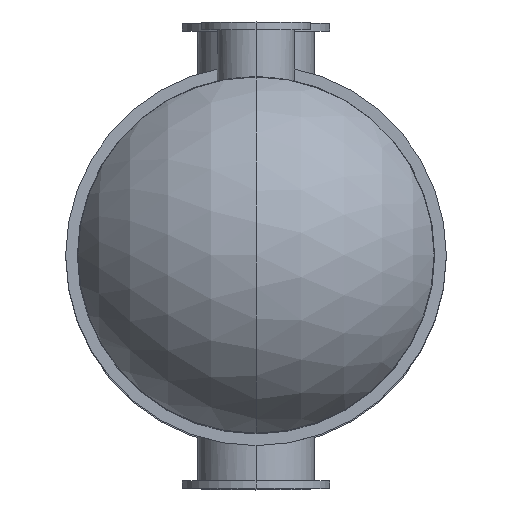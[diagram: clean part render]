
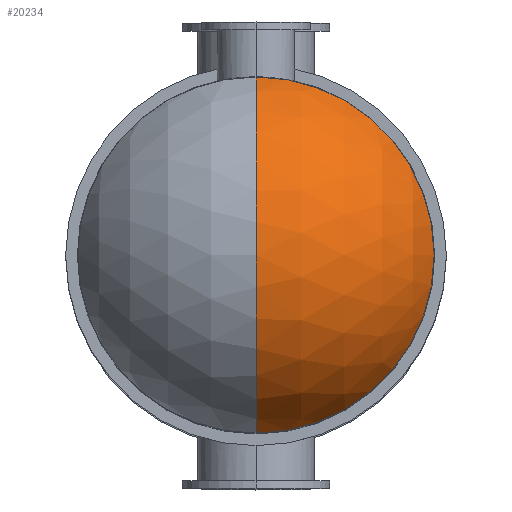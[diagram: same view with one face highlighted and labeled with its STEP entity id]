
A CAD part, top view. The second image highlights one B-rep face of the part: STEP entity #20234.
In plain terms, the highlighted spherical face has radius 246.333 mm.
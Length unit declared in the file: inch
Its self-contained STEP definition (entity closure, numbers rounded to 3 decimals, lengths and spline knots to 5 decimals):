
#153 = FACE_OUTER_BOUND ( 'NONE', #23925, .T. ) ;
#1121 = AXIS2_PLACEMENT_3D ( 'NONE', #6066, #13521, #23392 ) ;
#1311 = DIRECTION ( 'NONE',  ( -1., 0., 0. ) ) ;
#6066 = CARTESIAN_POINT ( 'NONE',  ( 0., 0., 6.04933 ) ) ;
#6296 = CIRCLE ( 'NONE', #1121, 9.02791 ) ;
#6525 = ORIENTED_EDGE ( 'NONE', *, *, #31893, .F. ) ;
#6782 = CARTESIAN_POINT ( 'NONE',  ( 0., 0., 2.50656 ) ) ;
#8146 = CIRCLE ( 'NONE', #23689, 9.69816 ) ;
#9154 = ORIENTED_EDGE ( 'NONE', *, *, #22263, .T. ) ;
#11215 = DIRECTION ( 'NONE',  ( 0., 0., 1. ) ) ;
#11382 = ORIENTED_EDGE ( 'NONE', *, *, #21717, .F. ) ;
#11495 = DIRECTION ( 'NONE',  ( 0., 1., 0. ) ) ;
#11830 = DIRECTION ( 'NONE',  ( 1., 0., 0. ) ) ;
#13069 = AXIS2_PLACEMENT_3D ( 'NONE', #6782, #11830, #11495 ) ;
#13521 = DIRECTION ( 'NONE',  ( 0., 0., -1. ) ) ;
#16052 = CARTESIAN_POINT ( 'NONE',  ( 0., 0., 2.50656 ) ) ;
#18267 = DIRECTION ( 'NONE',  ( 0., 1., 0. ) ) ;
#18731 = CIRCLE ( 'NONE', #13069, 9.69816 ) ;
#20234 = ADVANCED_FACE ( 'NONE', ( #153 ), #28359, .T. ) ;
#21717 = EDGE_CURVE ( 'NONE', #27961, #30980, #6296, .T. ) ;
#22263 = EDGE_CURVE ( 'NONE', #22766, #30980, #18731, .T. ) ;
#22766 = VERTEX_POINT ( 'NONE', #27007 ) ;
#23392 = DIRECTION ( 'NONE',  ( 0., 1., 0. ) ) ;
#23689 = AXIS2_PLACEMENT_3D ( 'NONE', #16052, #1311, #11215 ) ;
#23865 = CARTESIAN_POINT ( 'NONE',  ( 0., 9.02791, 6.04933 ) ) ;
#23925 = EDGE_LOOP ( 'NONE', ( #6525, #9154, #11382 ) ) ;
#24733 = AXIS2_PLACEMENT_3D ( 'NONE', #27713, #28022, #18267 ) ;
#27007 = CARTESIAN_POINT ( 'NONE',  ( 0., 0., 12.20472 ) ) ;
#27713 = CARTESIAN_POINT ( 'NONE',  ( 0., 0., 2.50656 ) ) ;
#27961 = VERTEX_POINT ( 'NONE', #23865 ) ;
#28022 = DIRECTION ( 'NONE',  ( 1., 0., 0. ) ) ;
#28359 = SPHERICAL_SURFACE ( 'NONE', #24733, 9.69816 ) ;
#30980 = VERTEX_POINT ( 'NONE', #31357 ) ;
#31357 = CARTESIAN_POINT ( 'NONE',  ( 0., -9.02791, 6.04933 ) ) ;
#31893 = EDGE_CURVE ( 'NONE', #22766, #27961, #8146, .T. ) ;
